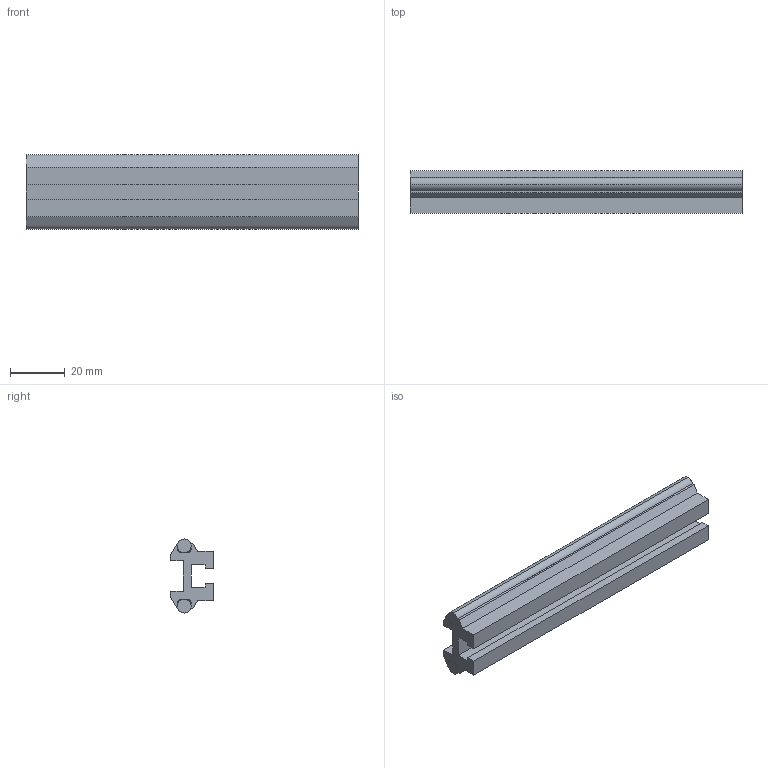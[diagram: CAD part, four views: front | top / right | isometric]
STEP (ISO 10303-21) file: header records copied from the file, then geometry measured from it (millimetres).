
FILE_DESCRIPTION(('CoCreate Modeling STEP Export'),'2;1');
FILE_NAME('Tretter_S25.stp','2009-08-27T 9:08:02',(''),(''),'CoCreate Modeling STEP processor for AP214 (Solid Model)','CoCreate Modeling 16.00C 25-Feb-2009 (C) Parametric Technology GmbH','');
FILE_SCHEMA(('AUTOMOTIVE_DESIGN { 1 0 10303 214 1 1 1 1 }'));
Length unit declared in the file: millimetre
Products named in the file (1): Tretter_S25
Bounding box: 121 x 15.5 x 27 mm (x, y, z)
Volume: 26686.9 mm3; surface area: 17466.1 mm2
Topology: 1 solids, 1 shells, 50 faces, 142 edges, 92 vertices
Faces by surface type: plane 38, cylinder 12
Entity records: 1528 total; most frequent: ORIENTED_EDGE 288, CARTESIAN_POINT 261, DIRECTION 224, EDGE_CURVE 142, VECTOR 114, LINE 114, VERTEX_POINT 92, AXIS2_PLACEMENT_3D 55
